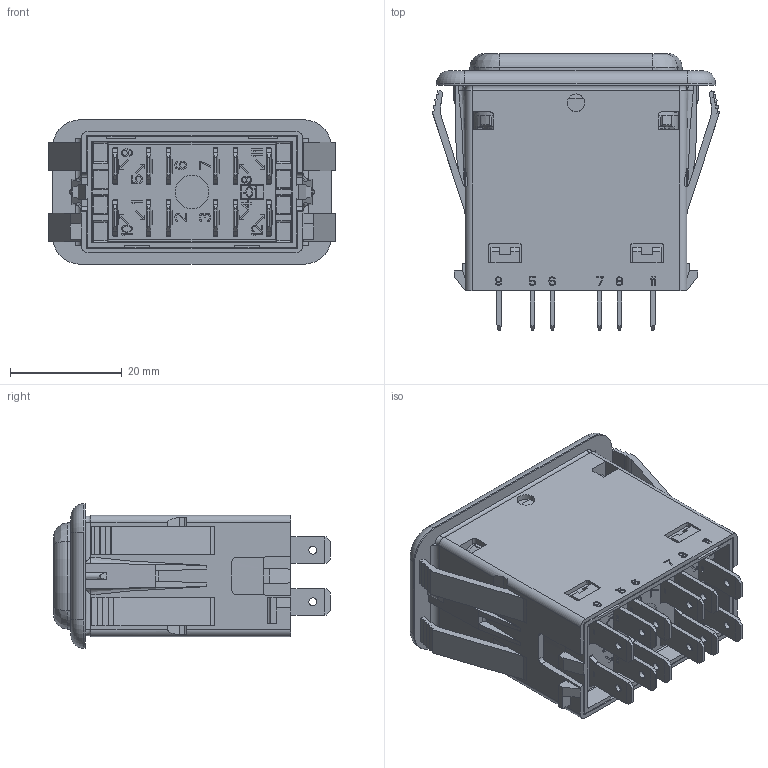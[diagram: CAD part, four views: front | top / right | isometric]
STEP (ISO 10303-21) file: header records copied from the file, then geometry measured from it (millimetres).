
FILE_DESCRIPTION((''),'2;1');
FILE_NAME('NSERIES_NOGUARD_HOLEP_SW0001','2011-11-23T',('tajsmith'),(''),'PRO/ENGINEER BY PARAMETRIC TECHNOLOGY CORPORATION, 2010280','PRO/ENGINEER BY PARAMETRIC TECHNOLOGY CORPORATION, 2010280','');
FILE_SCHEMA(('CONFIG_CONTROL_DESIGN'));
Products named in the file (1): NSERIES_NOGUARD_HOLEP_SW0001
Bounding box: 51.55 x 49.59 x 25.91 mm (x, y, z)
Volume: 15183.6 mm3; surface area: 24689.3 mm2
Topology: 1 solids, 1 shells, 3699 faces, 10255 edges, 6642 vertices
Faces by surface type: plane 2832, cylinder 504, bspline 160, sphere 77, cone 71, torus 51, extrusion 4
Entity records: 124966 total; most frequent: CARTESIAN_POINT 32662, ORIENTED_EDGE 20502, DIRECTION 16978, EDGE_CURVE 10251, VECTOR 8254, LINE 8250, VERTEX_POINT 6642, AXIS2_PLACEMENT_3D 4362
